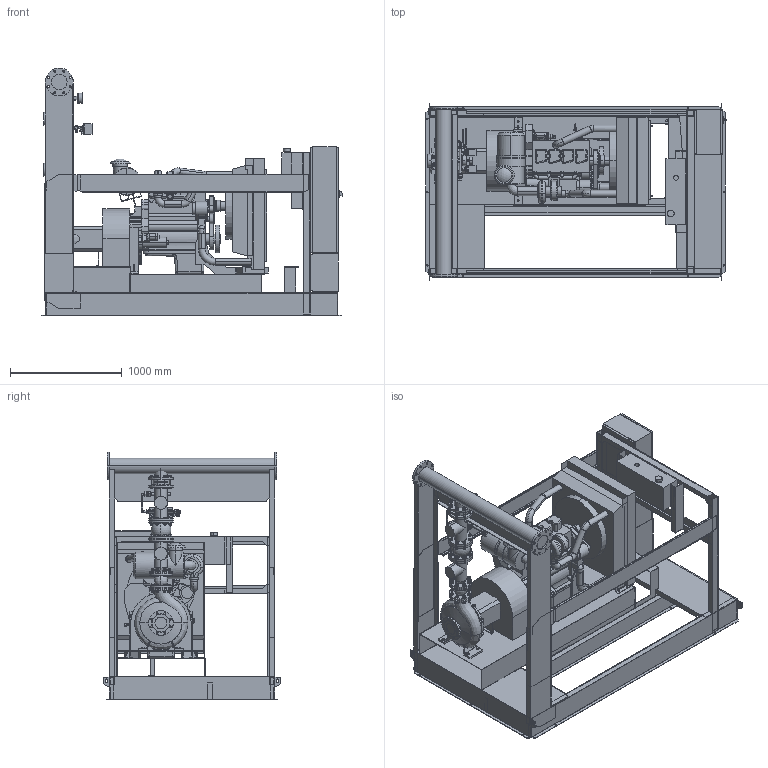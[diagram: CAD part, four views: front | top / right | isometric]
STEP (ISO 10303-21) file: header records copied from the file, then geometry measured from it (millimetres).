
FILE_DESCRIPTION((''),'2;1');
FILE_NAME('3d_Sifire-EN-80_315-311-145D-4183835.stp','2015-05-26T10:34:11',(''),(''),'Mechanical Desktop 2009','Mechanical Desktop 2009',', , ');
FILE_SCHEMA(('CONFIG_CONTROL_DESIGN'));
Length unit declared in the file: millimetre
Products named in the file (1): Product
Bounding box: 2685.5 x 1582 x 2219 mm (x, y, z)
Volume: 705880024.8 mm3; surface area: 43701559.5 mm2
Topology: 178 solids, 178 shells, 4739 faces, 11602 edges, 7310 vertices
Faces by surface type: plane 1802, bspline 1268, cylinder 995, cone 544, torus 122, sphere 8
Entity records: 151038 total; most frequent: CARTESIAN_POINT 45191, ORIENTED_EDGE 23172, DIRECTION 20479, EDGE_CURVE 11586, VERTEX_POINT 7309, AXIS2_PLACEMENT_3D 7123, VECTOR 6233, LINE 6233
